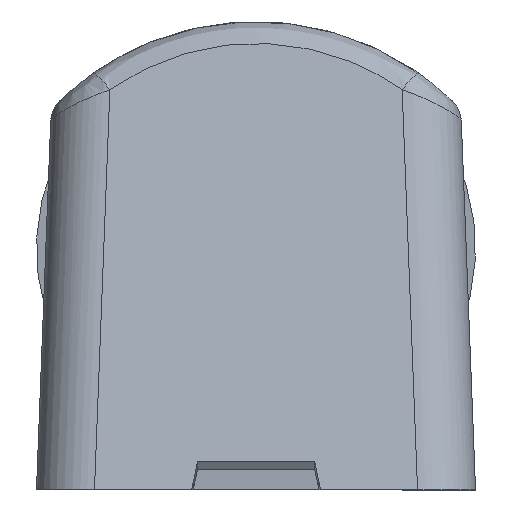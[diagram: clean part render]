
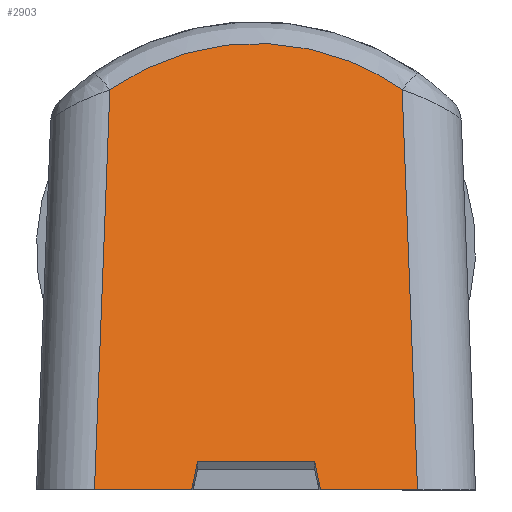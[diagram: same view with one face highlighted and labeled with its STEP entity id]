
A CAD part, left-side view. The second image highlights one B-rep face of the part: STEP entity #2903.
In plain terms, the highlighted face is planar.
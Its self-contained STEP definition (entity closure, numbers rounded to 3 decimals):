
#56=ELLIPSE('',#3243,8.95,8.645);
#287=FACE_OUTER_BOUND('',#462,.T.);
#462=EDGE_LOOP('',(#2443,#2444,#2445,#2446,#2447,#2448,#2449,#2450));
#829=LINE('',#4949,#1115);
#833=LINE('',#4961,#1119);
#840=LINE('',#4979,#1126);
#841=LINE('',#4981,#1127);
#842=LINE('',#4984,#1128);
#843=LINE('',#4986,#1129);
#844=LINE('',#4987,#1130);
#1115=VECTOR('',#3879,10.);
#1119=VECTOR('',#3887,10.);
#1126=VECTOR('',#3904,10.);
#1127=VECTOR('',#3905,10.);
#1128=VECTOR('',#3908,10.);
#1129=VECTOR('',#3909,10.);
#1130=VECTOR('',#3910,10.);
#1375=VERTEX_POINT('',#4946);
#1376=VERTEX_POINT('',#4948);
#1381=VERTEX_POINT('',#4958);
#1382=VERTEX_POINT('',#4960);
#1388=VERTEX_POINT('',#4978);
#1389=VERTEX_POINT('',#4980);
#1390=VERTEX_POINT('',#4982);
#1391=VERTEX_POINT('',#4985);
#1741=EDGE_CURVE('',#1375,#1376,#829,.T.);
#1747=EDGE_CURVE('',#1381,#1382,#833,.T.);
#1757=EDGE_CURVE('',#1388,#1382,#840,.T.);
#1758=EDGE_CURVE('',#1389,#1381,#841,.T.);
#1759=EDGE_CURVE('',#1390,#1389,#56,.T.);
#1760=EDGE_CURVE('',#1376,#1390,#842,.T.);
#1761=EDGE_CURVE('',#1375,#1391,#843,.T.);
#1762=EDGE_CURVE('',#1391,#1388,#844,.T.);
#2443=ORIENTED_EDGE('',*,*,#1757,.T.);
#2444=ORIENTED_EDGE('',*,*,#1747,.F.);
#2445=ORIENTED_EDGE('',*,*,#1758,.F.);
#2446=ORIENTED_EDGE('',*,*,#1759,.F.);
#2447=ORIENTED_EDGE('',*,*,#1760,.F.);
#2448=ORIENTED_EDGE('',*,*,#1741,.F.);
#2449=ORIENTED_EDGE('',*,*,#1761,.T.);
#2450=ORIENTED_EDGE('',*,*,#1762,.T.);
#2763=PLANE('',#3242);
#2903=ADVANCED_FACE('',(#287),#2763,.F.);
#3242=AXIS2_PLACEMENT_3D('',#4977,#3902,#3903);
#3243=AXIS2_PLACEMENT_3D('',#4983,#3906,#3907);
#3879=DIRECTION('',(0.,0.,-1.));
#3887=DIRECTION('',(0.,0.,-1.));
#3902=DIRECTION('center_axis',(0.966,-0.259,0.));
#3903=DIRECTION('ref_axis',(0.,0.,
-1.));
#3904=DIRECTION('',(-0.254,-0.947,0.196));
#3905=DIRECTION('',(-0.259,-0.965,0.037));
#3906=DIRECTION('center_axis',(0.966,-0.259,0.));
#3907=DIRECTION('ref_axis',(0.259,0.966,0.));
#3908=DIRECTION('',(0.259,0.965,0.037));
#3909=DIRECTION('',(0.254,0.947,0.196));
#3910=DIRECTION('',(0.,0.,1.));
#4946=CARTESIAN_POINT('',(-1.675,0.,-9.697));
#4948=CARTESIAN_POINT('',(-1.675,0.,-13.018));
#4949=CARTESIAN_POINT('',(-1.675,0.,-3.75));
#4958=CARTESIAN_POINT('',(-1.675,0.,-1.982));
#4960=CARTESIAN_POINT('',(-1.675,0.,-5.297));
#4961=CARTESIAN_POINT('',(-1.675,0.,-3.75));
#4977=CARTESIAN_POINT('Origin',(0.074,6.527,-7.5));
#4978=CARTESIAN_POINT('',(-1.416,0.966,-5.497));
#4979=CARTESIAN_POINT('',(-0.65,3.826,-6.089));
#4980=CARTESIAN_POINT('',(1.989,13.672,-2.508));
#4981=CARTESIAN_POINT('',(0.896,9.592,-2.351));
#4982=CARTESIAN_POINT('',(1.989,13.672,-12.492));
#4983=CARTESIAN_POINT('Origin',(0.097,6.613,-7.5));
#4984=CARTESIAN_POINT('',(-0.728,3.531,-12.883));
#4985=CARTESIAN_POINT('',(-1.416,0.966,-9.497));
#4986=CARTESIAN_POINT('',(-0.779,3.342,-9.005));
#4987=CARTESIAN_POINT('',(-1.416,0.966,-7.498));
